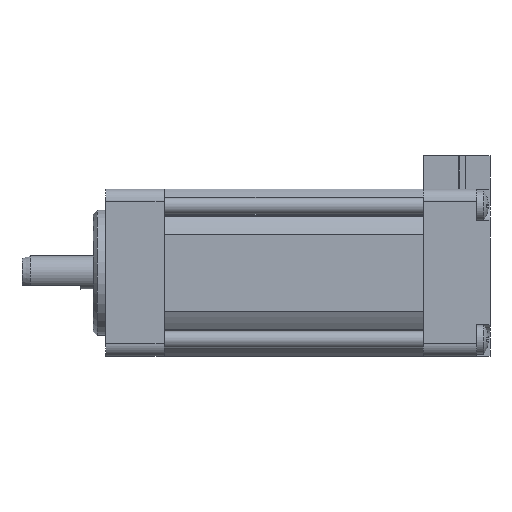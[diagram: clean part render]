
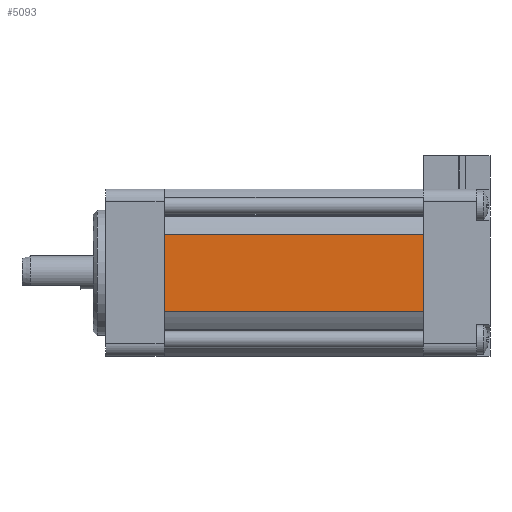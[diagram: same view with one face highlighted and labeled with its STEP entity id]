
A CAD part, left-side view. The second image highlights one B-rep face of the part: STEP entity #5093.
In plain terms, the highlighted planar face has unit normal (-1, 0, 0).
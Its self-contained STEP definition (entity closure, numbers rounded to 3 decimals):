
#15 = EDGE_CURVE ( 'NONE', #797, #791, #4768, .T. ) ;
#17 = EDGE_CURVE ( 'NONE', #791, #790, #4771, .T. ) ;
#18 = EDGE_CURVE ( 'NONE', #799, #790, #4772, .T. ) ;
#19 = EDGE_CURVE ( 'NONE', #797, #799, #4769, .T. ) ;
#495 = PLANE ( 'NONE',  #8732 ) ;
#503 = CARTESIAN_POINT ( 'NONE',  ( -10., 39., 4.583 ) ) ;
#504 = DIRECTION ( 'NONE',  ( 1., 0., 0. ) ) ;
#505 = DIRECTION ( 'NONE',  ( 0., 0., -1. ) ) ;
#790 = VERTEX_POINT ( 'NONE', #7730 ) ;
#791 = VERTEX_POINT ( 'NONE', #7731 ) ;
#797 = VERTEX_POINT ( 'NONE', #7737 ) ;
#799 = VERTEX_POINT ( 'NONE', #7739 ) ;
#4768 = LINE ( 'NONE', #7495, #4770 ) ;
#4769 = LINE ( 'NONE', #7506, #4777 ) ;
#4770 = VECTOR ( 'NONE', #7496, 1000. ) ;
#4771 = LINE ( 'NONE', #7504, #4773 ) ;
#4772 = LINE ( 'NONE', #7510, #4775 ) ;
#4773 = VECTOR ( 'NONE', #7500, 1000. ) ;
#4775 = VECTOR ( 'NONE', #7512, 1000. ) ;
#4777 = VECTOR ( 'NONE', #7513, 1000. ) ;
#5093 = ADVANCED_FACE ( 'NONE', ( #5522 ), #495, .F. ) ;
#5522 = FACE_OUTER_BOUND ( 'NONE', #6335, .T. ) ;
#6335 = EDGE_LOOP ( 'NONE', ( #9067, #9099, #9140, #9114 ) ) ;
#7495 = CARTESIAN_POINT ( 'NONE',  ( -10., 39., -4.583 ) ) ;
#7496 = DIRECTION ( 'NONE',  ( 0., -1., 0. ) ) ;
#7500 = DIRECTION ( 'NONE',  ( 0., 0., 1. ) ) ;
#7504 = CARTESIAN_POINT ( 'NONE',  ( -10., 8., 4.583 ) ) ;
#7506 = CARTESIAN_POINT ( 'NONE',  ( -10., 39., 4.583 ) ) ;
#7510 = CARTESIAN_POINT ( 'NONE',  ( -10., 39., 4.583 ) ) ;
#7512 = DIRECTION ( 'NONE',  ( 0., -1., 0. ) ) ;
#7513 = DIRECTION ( 'NONE',  ( 0., 0., 1. ) ) ;
#7730 = CARTESIAN_POINT ( 'NONE',  ( -10., 8., 4.583 ) ) ;
#7731 = CARTESIAN_POINT ( 'NONE',  ( -10., 8., -4.583 ) ) ;
#7737 = CARTESIAN_POINT ( 'NONE',  ( -10., 39., -4.583 ) ) ;
#7739 = CARTESIAN_POINT ( 'NONE',  ( -10., 39., 4.583 ) ) ;
#8732 = AXIS2_PLACEMENT_3D ( 'NONE', #503, #504, #505 ) ;
#9067 = ORIENTED_EDGE ( 'NONE', *, *, #17, .T. ) ;
#9099 = ORIENTED_EDGE ( 'NONE', *, *, #18, .F. ) ;
#9114 = ORIENTED_EDGE ( 'NONE', *, *, #15, .T. ) ;
#9140 = ORIENTED_EDGE ( 'NONE', *, *, #19, .F. ) ;
